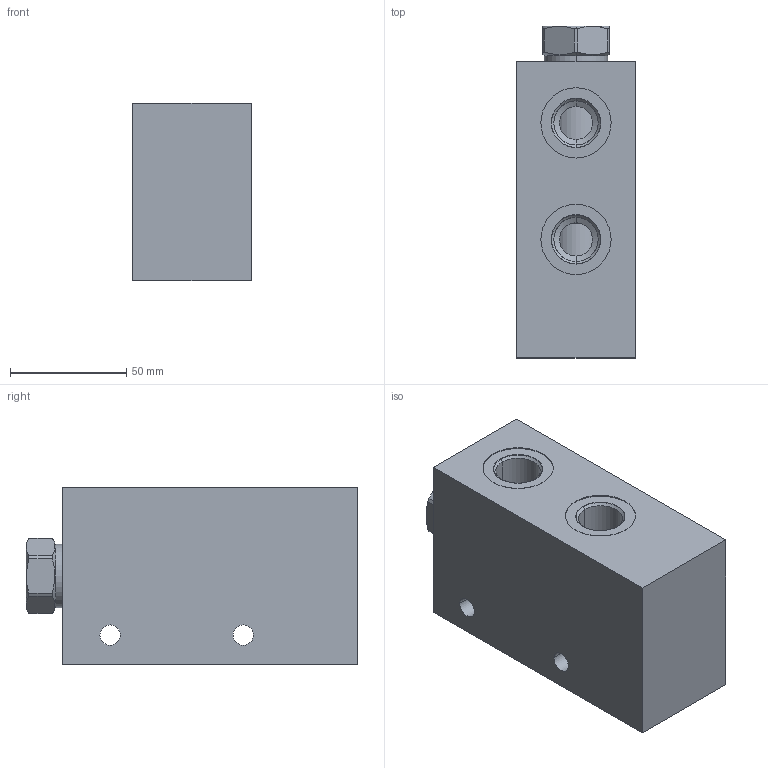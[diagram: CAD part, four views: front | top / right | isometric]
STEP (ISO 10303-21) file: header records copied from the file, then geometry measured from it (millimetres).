
FILE_DESCRIPTION((''),'2;1');
FILE_NAME('MANIFOLD_STP1_ASM','2009-10-06T',('Administrator'),(''),'PRO/ENGINEER BY PARAMETRIC TECHNOLOGY CORPORATION, 2006240','PRO/ENGINEER BY PARAMETRIC TECHNOLOGY CORPORATION, 2006240','');
FILE_SCHEMA(('CONFIG_CONTROL_DESIGN'));
Length unit declared in the file: inch
Products named in the file (3): 152085008C_PRT; FSDAXAN-NMV_CART_PRT; MANIFOLD_STP1_ASM
Assembly tree (2 placements, depth 2):
  MANIFOLD_STP1_ASM
    152085008C_PRT
    FSDAXAN-NMV_CART_PRT
Bounding box: 50.8 x 142.47 x 76.2 mm (x, y, z)
Surface area: 86763 mm2 (no closed solid volume)
Topology: 0 solids, 14 shells, 762 faces, 1914 edges, 1212 vertices
Faces by surface type: cylinder 410, torus 148, plane 140, cone 64
Entity records: 26496 total; most frequent: CARTESIAN_POINT 7941, DIRECTION 3918, ORIENTED_EDGE 3780, EDGE_CURVE 1906, AXIS2_PLACEMENT_3D 1661, VERTEX_POINT 1212, EDGE_LOOP 977, CIRCLE 894
